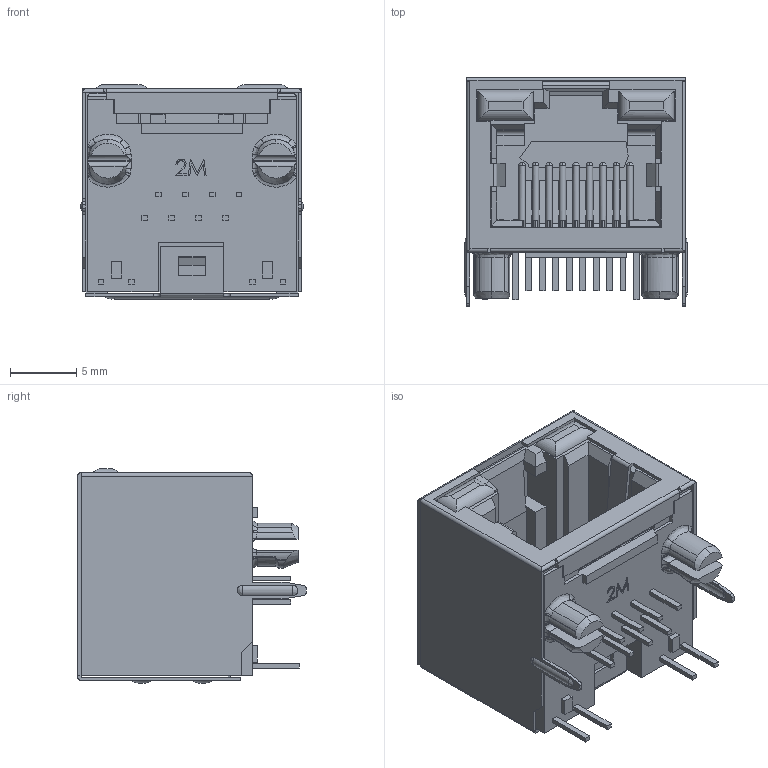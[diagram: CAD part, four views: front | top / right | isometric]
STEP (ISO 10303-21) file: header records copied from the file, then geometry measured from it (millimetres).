
FILE_DESCRIPTION (( 'STEP AP214' ), '1' );
FILE_NAME ('ACC-M-RJHSE-538X-REVT1.STEP', '2022-04-21T17:31:14', ( '砐錪賧瘔蠈錪 Windows' ), ( '' ), 'SwSTEP 2.0', 'SolidWorks 2018', '' );
FILE_SCHEMA (( 'AUTOMOTIVE_DESIGN' ));
Length unit declared in the file: millimetre
Products named in the file (1): ACC-M-RJHSE-538X-REVT1
Bounding box: 16.83 x 17.25 x 16.2 mm (x, y, z)
Volume: 2157.6 mm3; surface area: 4147.7 mm2
Topology: 2 solids, 3 shells, 869 faces, 2446 edges, 1591 vertices
Faces by surface type: plane 583, cylinder 211, bspline 54, sphere 11, cone 10
Entity records: 31969 total; most frequent: CARTESIAN_POINT 8832, ORIENTED_EDGE 4856, DIRECTION 3697, EDGE_CURVE 2428, VECTOR 1713, LINE 1713, VERTEX_POINT 1589, AXIS2_PLACEMENT_3D 992
